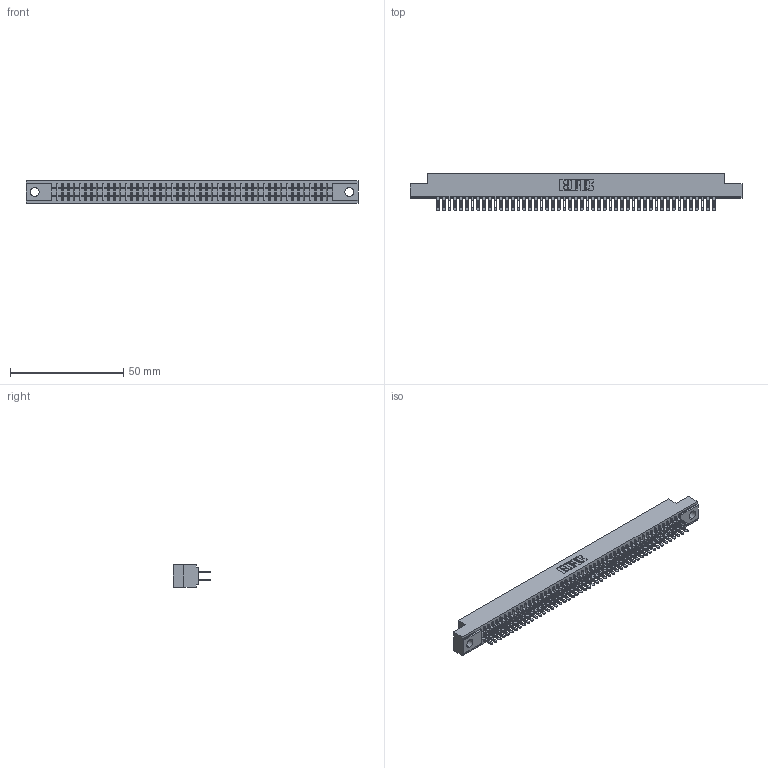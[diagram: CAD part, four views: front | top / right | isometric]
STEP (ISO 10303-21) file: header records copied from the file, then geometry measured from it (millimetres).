
FILE_DESCRIPTION (( 'STEP AP203' ), '1' );
FILE_NAME ('341-098-500-204.STEP', '2018-08-08T02:02:15', ( '' ), ( '' ), 'SwSTEP 2.0', 'SolidWorks 2016', '' );
FILE_SCHEMA (( 'CONFIG_CONTROL_DESIGN' ));
Length unit declared in the file: inch
Products named in the file (3): 341 Part_.156 (3.96) Dia Mounting Holes; 341-292-001_341-292-100; 341-098-500-204
Assembly tree (99 placements, depth 2):
  341-098-500-204
    341 Part_.156 (3.96) Dia Mounting Holes
    341-292-001_341-292-100  x98
Bounding box: 146.69 x 16.69 x 10.16 mm (x, y, z)
Volume: 10858.7 mm3; surface area: 20200.1 mm2
Topology: 99 solids, 99 shells, 6598 faces, 19119 edges, 12382 vertices
Faces by surface type: plane 3806, cylinder 2596, sphere 100, torus 96
Entity records: 58794 total; most frequent: CARTESIAN_POINT 9777, ORIENTED_EDGE 9714, DIRECTION 9479, EDGE_CURVE 4857, VECTOR 3935, LINE 3935, VERTEX_POINT 3070, AXIS2_PLACEMENT_3D 2772
